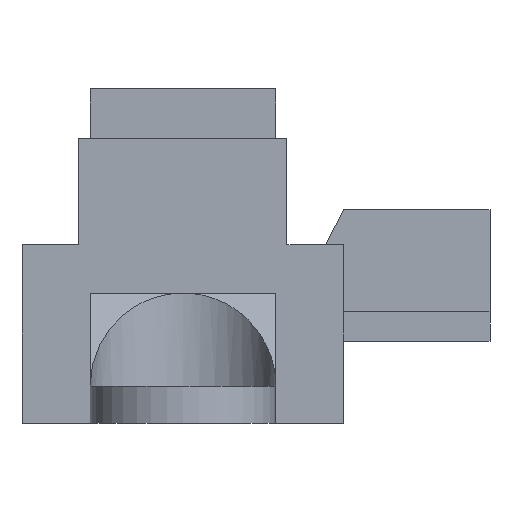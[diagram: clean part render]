
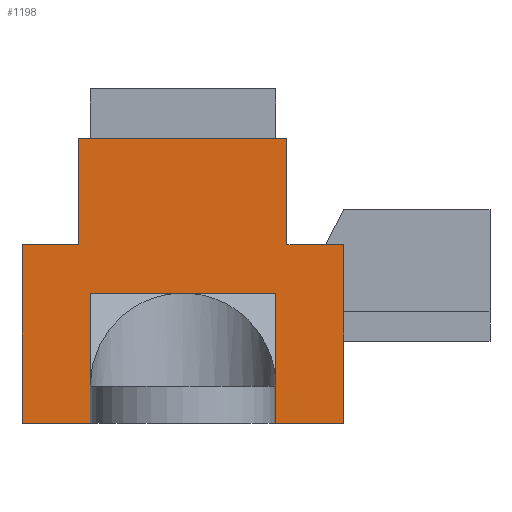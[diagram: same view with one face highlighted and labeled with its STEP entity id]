
A CAD part, left-side view. The second image highlights one B-rep face of the part: STEP entity #1198.
In plain terms, the highlighted planar face has unit normal (-1, 0, 0).
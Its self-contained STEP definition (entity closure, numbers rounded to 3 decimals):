
#50=LINE('',#1769,#193);
#51=LINE('',#1771,#194);
#52=LINE('',#1773,#195);
#53=LINE('',#1775,#196);
#54=LINE('',#1777,#197);
#55=LINE('',#1779,#198);
#56=LINE('',#1781,#199);
#57=LINE('',#1783,#200);
#58=LINE('',#1785,#201);
#59=LINE('',#1787,#202);
#60=LINE('',#1789,#203);
#61=LINE('',#1791,#204);
#62=LINE('',#1792,#205);
#193=VECTOR('',#1404,10.);
#194=VECTOR('',#1405,10.);
#195=VECTOR('',#1406,10.);
#196=VECTOR('',#1407,10.);
#197=VECTOR('',#1408,10.);
#198=VECTOR('',#1409,10.);
#199=VECTOR('',#1410,10.);
#200=VECTOR('',#1411,10.);
#201=VECTOR('',#1412,10.);
#202=VECTOR('',#1413,10.);
#203=VECTOR('',#1414,10.);
#204=VECTOR('',#1415,10.);
#205=VECTOR('',#1416,10.);
#339=FACE_OUTER_BOUND('',#412,.T.);
#412=EDGE_LOOP('',(#807,#808,#809,#810,#811,#812,#813,#814,#815,#816,#817,
#818,#819));
#520=VERTEX_POINT('',#1767);
#521=VERTEX_POINT('',#1768);
#522=VERTEX_POINT('',#1770);
#523=VERTEX_POINT('',#1772);
#524=VERTEX_POINT('',#1774);
#525=VERTEX_POINT('',#1776);
#526=VERTEX_POINT('',#1778);
#527=VERTEX_POINT('',#1780);
#528=VERTEX_POINT('',#1782);
#529=VERTEX_POINT('',#1784);
#530=VERTEX_POINT('',#1786);
#531=VERTEX_POINT('',#1788);
#532=VERTEX_POINT('',#1790);
#634=EDGE_CURVE('',#520,#521,#50,.T.);
#635=EDGE_CURVE('',#522,#520,#51,.T.);
#636=EDGE_CURVE('',#523,#522,#52,.T.);
#637=EDGE_CURVE('',#523,#524,#53,.T.);
#638=EDGE_CURVE('',#524,#525,#54,.T.);
#639=EDGE_CURVE('',#525,#526,#55,.T.);
#640=EDGE_CURVE('',#526,#527,#56,.T.);
#641=EDGE_CURVE('',#528,#527,#57,.T.);
#642=EDGE_CURVE('',#528,#529,#58,.T.);
#643=EDGE_CURVE('',#530,#529,#59,.T.);
#644=EDGE_CURVE('',#530,#531,#60,.T.);
#645=EDGE_CURVE('',#532,#531,#61,.T.);
#646=EDGE_CURVE('',#521,#532,#62,.T.);
#807=ORIENTED_EDGE('',*,*,#634,.F.);
#808=ORIENTED_EDGE('',*,*,#635,.F.);
#809=ORIENTED_EDGE('',*,*,#636,.F.);
#810=ORIENTED_EDGE('',*,*,#637,.T.);
#811=ORIENTED_EDGE('',*,*,#638,.T.);
#812=ORIENTED_EDGE('',*,*,#639,.T.);
#813=ORIENTED_EDGE('',*,*,#640,.T.);
#814=ORIENTED_EDGE('',*,*,#641,.F.);
#815=ORIENTED_EDGE('',*,*,#642,.T.);
#816=ORIENTED_EDGE('',*,*,#643,.F.);
#817=ORIENTED_EDGE('',*,*,#644,.T.);
#818=ORIENTED_EDGE('',*,*,#645,.F.);
#819=ORIENTED_EDGE('',*,*,#646,.F.);
#1133=PLANE('',#1295);
#1198=ADVANCED_FACE('',(#339),#1133,.T.);
#1295=AXIS2_PLACEMENT_3D('',#1766,#1402,#1403);
#1402=DIRECTION('center_axis',(-1.,0.,0.));
#1403=DIRECTION('ref_axis',(0.,-1.,0.));
#1404=DIRECTION('',(0.,-1.,0.));
#1405=DIRECTION('',(0.,0.,1.));
#1406=DIRECTION('',(0.,1.,0.));
#1407=DIRECTION('',(0.,0.,1.));
#1408=DIRECTION('',(0.,-1.,0.));
#1409=DIRECTION('',(0.,-1.,0.));
#1410=DIRECTION('',(0.,0.,-1.));
#1411=DIRECTION('',(0.,1.,0.));
#1412=DIRECTION('',(0.,0.,1.));
#1413=DIRECTION('',(0.,-1.,0.));
#1414=DIRECTION('',(0.,0.,1.));
#1415=DIRECTION('',(0.,-1.,0.));
#1416=DIRECTION('',(0.,0.,1.));
#1766=CARTESIAN_POINT('Origin',(-14.75,4.2,0.));
#1767=CARTESIAN_POINT('',(-14.75,6.5,7.2));
#1768=CARTESIAN_POINT('',(-14.75,4.2,7.2));
#1769=CARTESIAN_POINT('',(-14.75,-6.5,7.2));
#1770=CARTESIAN_POINT('',(-14.75,6.5,0.));
#1771=CARTESIAN_POINT('',(-14.75,6.5,0.));
#1772=CARTESIAN_POINT('',(-14.75,3.75,0.));
#1773=CARTESIAN_POINT('',(-14.75,-6.5,0.));
#1774=CARTESIAN_POINT('',(-14.75,3.75,5.25));
#1775=CARTESIAN_POINT('',(-14.75,3.75,1.313));
#1776=CARTESIAN_POINT('',(-14.75,0.,5.25));
#1777=CARTESIAN_POINT('',(-14.75,2.1,5.25));
#1778=CARTESIAN_POINT('',(-14.75,-3.75,5.25));
#1779=CARTESIAN_POINT('',(-14.75,2.1,5.25));
#1780=CARTESIAN_POINT('',(-14.75,-3.75,0.));
#1781=CARTESIAN_POINT('',(-14.75,-3.75,1.313));
#1782=CARTESIAN_POINT('',(-14.75,-6.5,0.));
#1783=CARTESIAN_POINT('',(-14.75,-6.5,0.));
#1784=CARTESIAN_POINT('',(-14.75,-6.5,7.2));
#1785=CARTESIAN_POINT('',(-14.75,-6.5,0.));
#1786=CARTESIAN_POINT('',(-14.75,-4.2,7.2));
#1787=CARTESIAN_POINT('',(-14.75,-6.5,7.2));
#1788=CARTESIAN_POINT('',(-14.75,-4.2,11.5));
#1789=CARTESIAN_POINT('',(-14.75,-4.2,0.));
#1790=CARTESIAN_POINT('',(-14.75,4.2,11.5));
#1791=CARTESIAN_POINT('',(-14.75,-6.5,11.5));
#1792=CARTESIAN_POINT('',(-14.75,4.2,0.));
